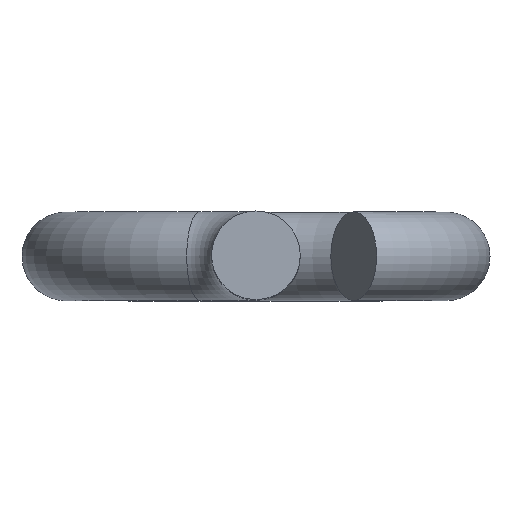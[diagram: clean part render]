
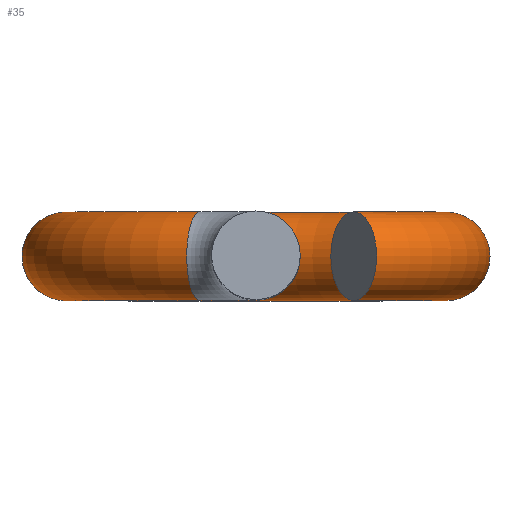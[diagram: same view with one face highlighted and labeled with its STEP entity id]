
A CAD part, top view. The second image highlights one B-rep face of the part: STEP entity #35.
In plain terms, the highlighted toroidal (fillet/blend) face has major radius 19.05 mm and minor radius 4.445 mm.
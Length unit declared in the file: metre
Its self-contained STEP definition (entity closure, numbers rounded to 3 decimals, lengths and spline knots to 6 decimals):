
#35 = ADVANCED_FACE( '', ( #66, #67, #68 ), #69, .T. );
#66 = FACE_BOUND( '', #92, .T. );
#67 = FACE_OUTER_BOUND( '', #93, .T. );
#68 = FACE_OUTER_BOUND( '', #94, .T. );
#69 = TOROIDAL_SURFACE( '', #95, 0.01905, 0.004445 );
#92 = VERTEX_LOOP( '', #118 );
#93 = EDGE_LOOP( '', ( #119 ) );
#94 = EDGE_LOOP( '', ( #120 ) );
#95 = AXIS2_PLACEMENT_3D( '', #121, #122, #123 );
#118 = VERTEX_POINT( '', #137 );
#119 = ORIENTED_EDGE( '', *, *, #135, .F. );
#120 = ORIENTED_EDGE( '', *, *, #138, .T. );
#121 = CARTESIAN_POINT( '', ( 0., -0.59543, 1.016471 ) );
#122 = DIRECTION( '', ( 0., -1., 0. ) );
#123 = DIRECTION( '', ( 0., 0., -1. ) );
#135 = EDGE_CURVE( '', #147, #147, #148, .T. );
#137 = CARTESIAN_POINT( '', ( 0., -0.59543, 0.992976 ) );
#138 = EDGE_CURVE( '', #150, #150, #151, .T. );
#147 = VERTEX_POINT( '', #160 );
#148 = CIRCLE( '', #161, 0.004445 );
#150 = VERTEX_POINT( '', #163 );
#151 = CIRCLE( '', #164, 0.004445 );
#160 = CARTESIAN_POINT( '', ( 0.012095, -0.59543, 1.036613 ) );
#161 = AXIS2_PLACEMENT_3D( '', #172, #173, #174 );
#163 = CARTESIAN_POINT( '', ( -0.006933, -0.59543, 1.038919 ) );
#164 = AXIS2_PLACEMENT_3D( '', #175, #176, #177 );
#172 = CARTESIAN_POINT( '', ( 0.009807, -0.59543, 1.032803 ) );
#173 = DIRECTION( '', ( -0.857, 0., 0.515 ) );
#174 = DIRECTION( '', ( 0.515, 0., 0.857 ) );
#175 = CARTESIAN_POINT( '', ( -0.005622, -0.59543, 1.034672 ) );
#176 = DIRECTION( '', ( -0.955, 0., -0.295 ) );
#177 = DIRECTION( '', ( -0.295, 0., 0.955 ) );
